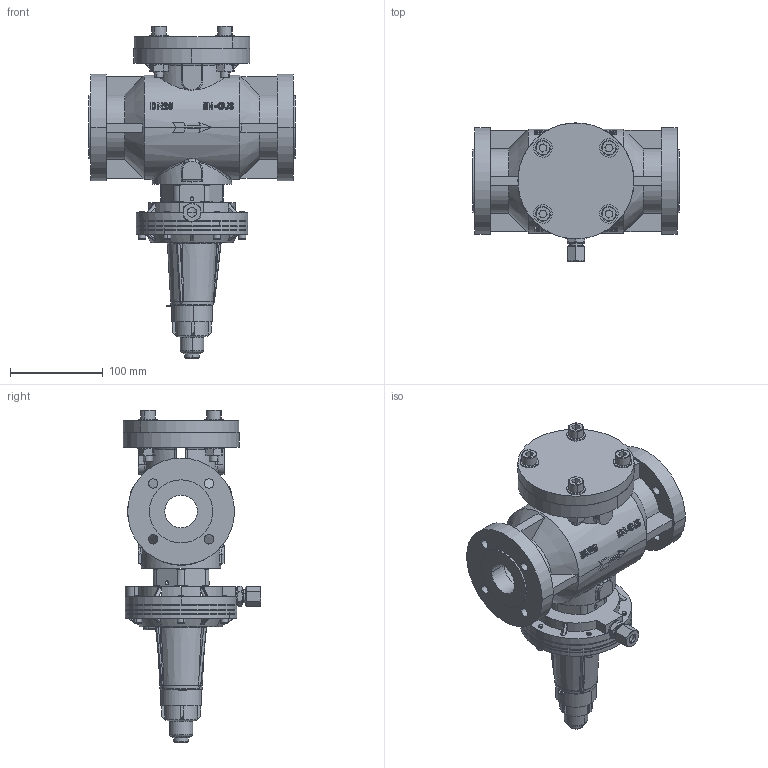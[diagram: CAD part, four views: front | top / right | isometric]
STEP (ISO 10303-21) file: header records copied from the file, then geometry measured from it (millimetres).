
FILE_DESCRIPTION (( 'STEP AP203' ), '1' );
FILE_NAME ('SL25F Part.STEP', '2023-10-20T13:13:10', ( '' ), ( '' ), 'SwSTEP 2.0', 'SolidWorks 2018', '' );
FILE_SCHEMA (( 'CONFIG_CONTROL_DESIGN' ));
Products named in the file (1): SL25F Part
Bounding box: 222.16 x 148.56 x 357.5 mm (x, y, z)
Surface area: 257603 mm2 (no closed solid volume)
Topology: 0 solids, 50 shells, 946 faces, 2654 edges, 1745 vertices
Faces by surface type: plane 382, cylinder 232, bspline 180, cone 75, torus 50, sphere 27
Entity records: 49586 total; most frequent: CARTESIAN_POINT 27044, ORIENTED_EDGE 4772, DIRECTION 4133, EDGE_CURVE 2641, VERTEX_POINT 1745, AXIS2_PLACEMENT_3D 1572, EDGE_LOOP 1071, VECTOR 989
